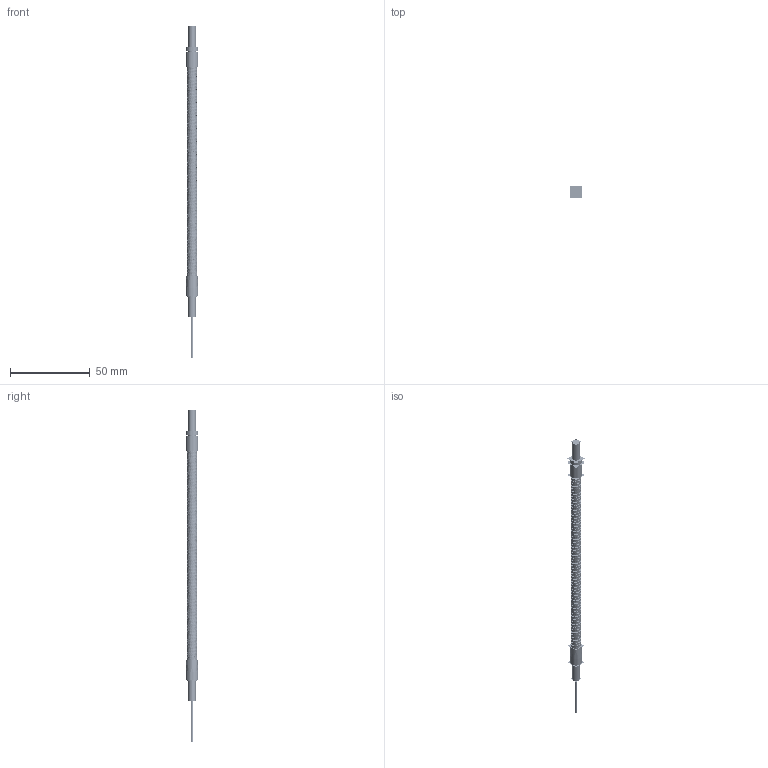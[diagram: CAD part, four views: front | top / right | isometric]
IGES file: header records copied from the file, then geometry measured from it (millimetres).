
Start section:  PTC IGES file: 193316.igs
Global section: file name: 193316.igs; native system: Creo Parametric by Parametric Technology Corporation; preprocessor: 2013230; author: pdmadmin; organization: Unknown; date: 20160210.095309; units: millimetre
Bounding box: 7.67 x 7.66 x 207.51 mm (x, y, z)
Volume: 1925.8 mm3; surface area: 51481.4 mm2
Topology: 6 solids, 6 shells, 526 faces, 2200 edges, 2558 vertices
Faces by surface type: bspline 462, revolution 64
